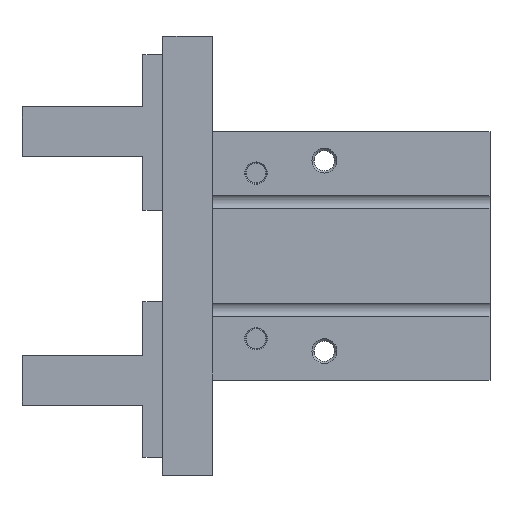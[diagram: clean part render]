
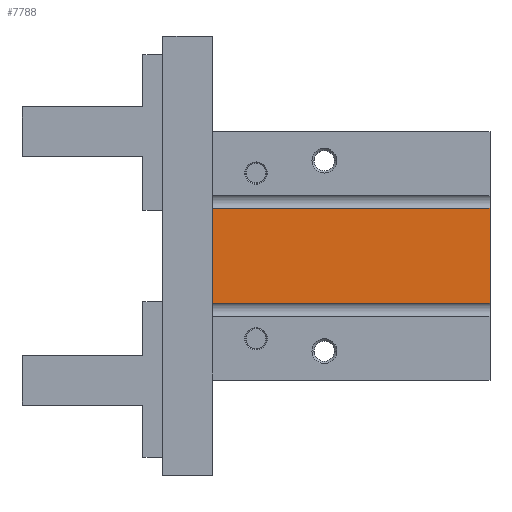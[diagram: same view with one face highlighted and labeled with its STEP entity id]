
A CAD part, top view. The second image highlights one B-rep face of the part: STEP entity #7788.
In plain terms, the highlighted planar face has unit normal (0, 0, 1).
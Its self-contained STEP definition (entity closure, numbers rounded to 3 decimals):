
#224 = CARTESIAN_POINT ( 'NONE',  ( -67., -11.45, 19.7 ) ) ;
#545 = EDGE_CURVE ( 'NONE', #4558, #6945, #7382, .T. ) ;
#557 = EDGE_CURVE ( 'NONE', #5217, #4558, #4359, .T. ) ;
#831 = DIRECTION ( 'NONE',  ( 1., 0., 0. ) ) ;
#849 = CARTESIAN_POINT ( 'NONE',  ( -67., 11.45, 19.7 ) ) ;
#912 = CARTESIAN_POINT ( 'NONE',  ( -67., 11.45, 19.7 ) ) ;
#1034 = LINE ( 'NONE', #4095, #2438 ) ;
#1574 = PLANE ( 'NONE',  #3314 ) ;
#1645 = CARTESIAN_POINT ( 'NONE',  ( 0., 11.45, 19.7 ) ) ;
#2438 = VECTOR ( 'NONE', #4696, 1000. ) ;
#2570 = VECTOR ( 'NONE', #5046, 1000. ) ;
#3040 = VECTOR ( 'NONE', #7660, 1000. ) ;
#3062 = EDGE_CURVE ( 'NONE', #7407, #6945, #3223, .T. ) ;
#3223 = LINE ( 'NONE', #1645, #3040 ) ;
#3314 = AXIS2_PLACEMENT_3D ( 'NONE', #6365, #6977, #3364 ) ;
#3364 = DIRECTION ( 'NONE',  ( 1., 0., 0. ) ) ;
#3585 = CARTESIAN_POINT ( 'NONE',  ( 0., -11.45, 19.7 ) ) ;
#3648 = ORIENTED_EDGE ( 'NONE', *, *, #4820, .F. ) ;
#3998 = ORIENTED_EDGE ( 'NONE', *, *, #557, .T. ) ;
#4095 = CARTESIAN_POINT ( 'NONE',  ( -67., 11.45, 19.7 ) ) ;
#4359 = LINE ( 'NONE', #849, #2570 ) ;
#4441 = EDGE_LOOP ( 'NONE', ( #6791, #3648, #3998, #4462 ) ) ;
#4462 = ORIENTED_EDGE ( 'NONE', *, *, #545, .T. ) ;
#4558 = VERTEX_POINT ( 'NONE', #224 ) ;
#4696 = DIRECTION ( 'NONE',  ( 1., 0., 0. ) ) ;
#4781 = CARTESIAN_POINT ( 'NONE',  ( 0., 11.45, 19.7 ) ) ;
#4820 = EDGE_CURVE ( 'NONE', #5217, #7407, #1034, .T. ) ;
#4987 = CARTESIAN_POINT ( 'NONE',  ( -67., -11.45, 19.7 ) ) ;
#5046 = DIRECTION ( 'NONE',  ( 0., -1., 0. ) ) ;
#5217 = VERTEX_POINT ( 'NONE', #912 ) ;
#5946 = VECTOR ( 'NONE', #831, 1000. ) ;
#6365 = CARTESIAN_POINT ( 'NONE',  ( -67., 11.45, 19.7 ) ) ;
#6393 = FACE_OUTER_BOUND ( 'NONE', #4441, .T. ) ;
#6791 = ORIENTED_EDGE ( 'NONE', *, *, #3062, .F. ) ;
#6945 = VERTEX_POINT ( 'NONE', #3585 ) ;
#6977 = DIRECTION ( 'NONE',  ( 0., 0., 1. ) ) ;
#7382 = LINE ( 'NONE', #4987, #5946 ) ;
#7407 = VERTEX_POINT ( 'NONE', #4781 ) ;
#7660 = DIRECTION ( 'NONE',  ( 0., -1., 0. ) ) ;
#7788 = ADVANCED_FACE ( 'NONE', ( #6393 ), #1574, .T. ) ;
